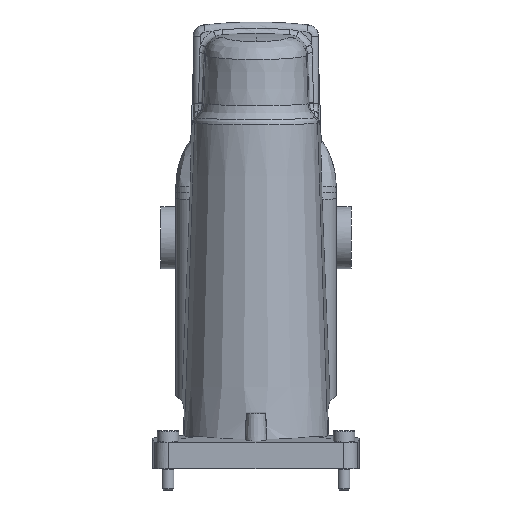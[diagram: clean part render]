
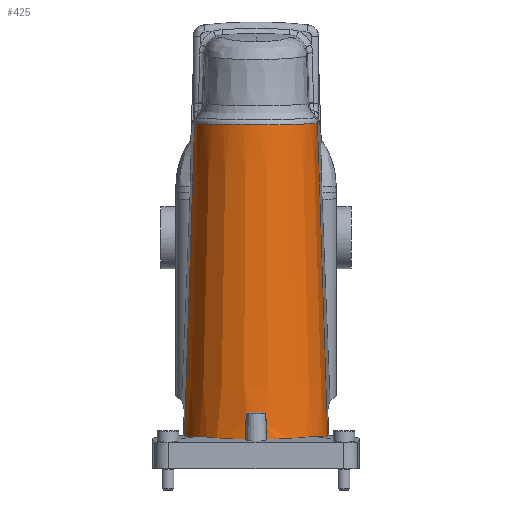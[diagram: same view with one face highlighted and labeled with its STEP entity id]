
A CAD part, front view. The second image highlights one B-rep face of the part: STEP entity #425.
In plain terms, the highlighted conical face has half-angle 1.86 degrees and reference radius 30.25 mm.
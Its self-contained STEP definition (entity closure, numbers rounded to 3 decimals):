
#44=CONICAL_SURFACE('',#3687,30.25,1.86);
#222=(
BOUNDED_CURVE()
B_SPLINE_CURVE(1,(#5529,#5530,#5531),.UNSPECIFIED.,.F.,.F.)
B_SPLINE_CURVE_WITH_KNOTS((2,1,2),(0.,0.568,1.),
 .UNSPECIFIED.)
CURVE()
GEOMETRIC_REPRESENTATION_ITEM()
RATIONAL_B_SPLINE_CURVE((1.045,1.045,1.045))
REPRESENTATION_ITEM('')
);
#239=ELLIPSE('',#3623,5281.652,67.868);
#240=ELLIPSE('',#3625,5281.652,67.868);
#254=ELLIPSE('',#3658,30.178,30.03);
#256=ELLIPSE('',#3660,30.178,30.03);
#259=ELLIPSE('',#3670,30.134,30.001);
#261=ELLIPSE('',#3673,30.134,30.001);
#265=ELLIPSE('',#3686,29.788,29.674);
#425=ADVANCED_FACE('',(#740),#44,.T.);
#740=FACE_OUTER_BOUND('',#929,.T.);
#929=EDGE_LOOP('',(#1594,#1595,#1596,#1597,#1598,#1599,#1600,#1601,#1602,
#1603));
#1170=B_SPLINE_CURVE_WITH_KNOTS('',3,(#5547,#5548,#5549,#5550,#5551,#5552,
#5553,#5554,#5555,#5556,#5557,#5558,#5559,#5560),.UNSPECIFIED.,.F.,.F.,
(4,2,2,2,2,2,4),(0.,0.125,0.25,0.375,0.5,0.75,1.),.UNSPECIFIED.);
#1594=ORIENTED_EDGE('',*,*,#2845,.F.);
#1595=ORIENTED_EDGE('',*,*,#2736,.F.);
#1596=ORIENTED_EDGE('',*,*,#2803,.T.);
#1597=ORIENTED_EDGE('',*,*,#2818,.F.);
#1598=ORIENTED_EDGE('',*,*,#2758,.T.);
#1599=ORIENTED_EDGE('',*,*,#2846,.T.);
#1600=ORIENTED_EDGE('',*,*,#2839,.F.);
#1601=ORIENTED_EDGE('',*,*,#2820,.T.);
#1602=ORIENTED_EDGE('',*,*,#2805,.T.);
#1603=ORIENTED_EDGE('',*,*,#2738,.F.);
#2387=VERTEX_POINT('',#5151);
#2388=VERTEX_POINT('',#5153);
#2389=VERTEX_POINT('',#5157);
#2390=VERTEX_POINT('',#5158);
#2407=VERTEX_POINT('',#5209);
#2408=VERTEX_POINT('',#5211);
#2434=VERTEX_POINT('',#5337);
#2435=VERTEX_POINT('',#5341);
#2440=VERTEX_POINT('',#5419);
#2449=VERTEX_POINT('',#5532);
#2736=EDGE_CURVE('',#2387,#2388,#239,.T.);
#2738=EDGE_CURVE('',#2389,#2390,#240,.T.);
#2758=EDGE_CURVE('',#2408,#2407,#3204,.T.);
#2803=EDGE_CURVE('',#2387,#2434,#254,.T.);
#2805=EDGE_CURVE('',#2435,#2390,#256,.T.);
#2818=EDGE_CURVE('',#2408,#2434,#259,.T.);
#2820=EDGE_CURVE('',#2440,#2435,#261,.T.);
#2839=EDGE_CURVE('',#2440,#2449,#222,.T.);
#2845=EDGE_CURVE('',#2388,#2389,#265,.T.);
#2846=EDGE_CURVE('',#2407,#2449,#1170,.T.);
#3204=LINE('',#5210,#3427);
#3427=VECTOR('',#4052,1.);
#3623=AXIS2_PLACEMENT_3D('',#5152,#4023,#4024);
#3625=AXIS2_PLACEMENT_3D('',#5156,#4028,#4029);
#3658=AXIS2_PLACEMENT_3D('',#5338,#4137,#4138);
#3660=AXIS2_PLACEMENT_3D('',#5340,#4141,#4142);
#3670=AXIS2_PLACEMENT_3D('',#5415,#4165,#4166);
#3673=AXIS2_PLACEMENT_3D('',#5418,#4171,#4172);
#3686=AXIS2_PLACEMENT_3D('',#5546,#4203,#4204);
#3687=AXIS2_PLACEMENT_3D('',#5561,#4205,#4206);
#4023=DIRECTION('',(-0.999,0.035,-0.035));
#4024=DIRECTION('',(0.035,-0.001,-0.999));
#4028=DIRECTION('',(0.999,0.035,-0.035));
#4029=DIRECTION('',(-0.035,-0.001,-0.999));
#4052=DIRECTION('',(-0.032,0.001,0.999));
#4137=DIRECTION('',(0.,-0.099,0.995));
#4138=DIRECTION('',(0.,-0.995,-0.099));
#4141=DIRECTION('',(0.,-0.099,0.995));
#4142=DIRECTION('',(0.,-0.995,-0.099));
#4165=DIRECTION('',(-0.087,0.035,-0.996));
#4166=DIRECTION('',(0.924,-0.37,-0.094));
#4171=DIRECTION('',(-0.087,-0.035,0.996));
#4172=DIRECTION('',(-0.924,-0.37,-0.094));
#4203=DIRECTION('',(0.,0.087,-0.996));
#4204=DIRECTION('',(0.,-0.996,-0.087));
#4205=DIRECTION('',(0.,0.,-1.));
#4206=DIRECTION('',(-1.,0.,0.));
#5151=CARTESIAN_POINT('',(4.488,-29.79,12.313));
#5152=CARTESIAN_POINT('',(171.273,-5.985,-4737.072));
#5153=CARTESIAN_POINT('',(4.103,-29.474,23.658));
#5156=CARTESIAN_POINT('',(-171.273,-5.985,-4737.072));
#5157=CARTESIAN_POINT('',(-4.103,-29.474,23.658));
#5158=CARTESIAN_POINT('',(-4.488,-29.79,12.313));
#5209=CARTESIAN_POINT('',(25.793,-0.901,145.294));
#5210=CARTESIAN_POINT('',(28.536,-0.997,60.75));
#5211=CARTESIAN_POINT('',(30.069,-1.05,13.518));
#5337=CARTESIAN_POINT('',(23.88,-18.306,13.454));
#5338=CARTESIAN_POINT('',(0.,-0.097,15.264));
#5340=CARTESIAN_POINT('',(0.,-0.097,15.264));
#5341=CARTESIAN_POINT('',(-23.88,-18.306,13.454));
#5415=CARTESIAN_POINT('',(0.085,-0.034,16.176));
#5418=CARTESIAN_POINT('',(-0.085,-0.034,16.176));
#5419=CARTESIAN_POINT('',(-30.069,-1.05,13.518));
#5529=CARTESIAN_POINT('',(-30.232,-1.056,8.5));
#5530=CARTESIAN_POINT('',(-26.841,-0.937,113.));
#5531=CARTESIAN_POINT('',(-24.259,-0.847,192.556));
#5532=CARTESIAN_POINT('',(-25.793,-0.901,145.294));
#5546=CARTESIAN_POINT('',(0.,-0.084,26.23));
#5547=CARTESIAN_POINT('',(25.793,-0.901,145.294));
#5548=CARTESIAN_POINT('',(25.68,-4.233,145.191));
#5549=CARTESIAN_POINT('',(24.913,-7.523,145.089));
#5550=CARTESIAN_POINT('',(22.238,-13.529,144.904));
#5551=CARTESIAN_POINT('',(20.296,-16.303,144.818));
#5552=CARTESIAN_POINT('',(15.565,-20.872,144.677));
#5553=CARTESIAN_POINT('',(12.732,-22.715,144.62));
#5554=CARTESIAN_POINT('',(6.619,-25.187,144.544));
#5555=CARTESIAN_POINT('',(3.319,-25.833,144.524));
#5556=CARTESIAN_POINT('',(-6.618,-25.835,144.524));
#5557=CARTESIAN_POINT('',(-13.171,-23.187,144.606));
#5558=CARTESIAN_POINT('',(-22.697,-13.981,144.89));
#5559=CARTESIAN_POINT('',(-25.567,-7.564,145.088));
#5560=CARTESIAN_POINT('',(-25.793,-0.901,145.294));
#5561=CARTESIAN_POINT('',(0.,0.,8.5));
